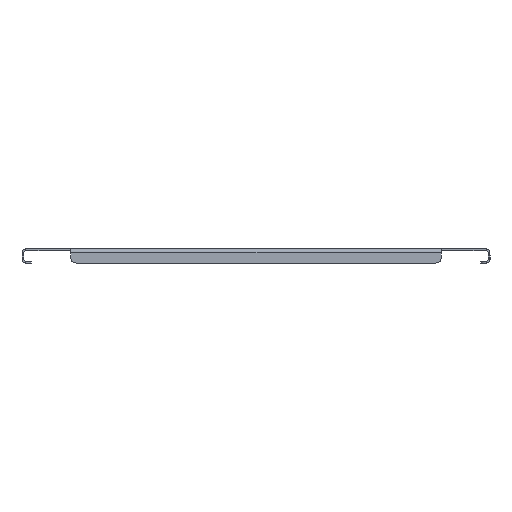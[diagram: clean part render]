
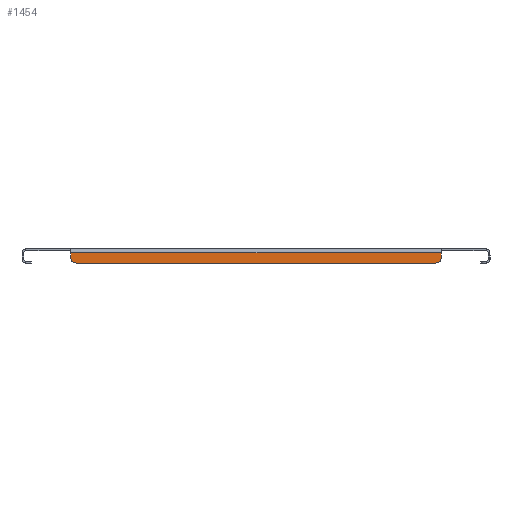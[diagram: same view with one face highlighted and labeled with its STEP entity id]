
A CAD part, left-side view. The second image highlights one B-rep face of the part: STEP entity #1454.
In plain terms, the highlighted planar face has unit normal (-1, 0, 0).
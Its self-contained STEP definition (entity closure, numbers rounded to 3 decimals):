
#156 = EDGE_CURVE ( 'NONE', #571, #1526, #1000, .T. ) ;
#343 = AXIS2_PLACEMENT_3D ( 'NONE', #639, #2721, #2943 ) ;
#407 = DIRECTION ( 'NONE',  ( 1., 0., 0. ) ) ;
#452 = LINE ( 'NONE', #1084, #799 ) ;
#453 = ORIENTED_EDGE ( 'NONE', *, *, #156, .T. ) ;
#468 = LINE ( 'NONE', #1854, #2465 ) ;
#487 = CIRCLE ( 'NONE', #343, 6. ) ;
#503 = VERTEX_POINT ( 'NONE', #1378 ) ;
#550 = LINE ( 'NONE', #1309, #2611 ) ;
#571 = VERTEX_POINT ( 'NONE', #2326 ) ;
#639 = CARTESIAN_POINT ( 'NONE',  ( -349.5, 192., -9. ) ) ;
#760 = CARTESIAN_POINT ( 'NONE',  ( -349.5, 198., -9. ) ) ;
#799 = VECTOR ( 'NONE', #1594, 1000. ) ;
#926 = CARTESIAN_POINT ( 'NONE',  ( -349.5, -192., -9. ) ) ;
#944 = DIRECTION ( 'NONE',  ( 0., 1., 0. ) ) ;
#954 = CARTESIAN_POINT ( 'NONE',  ( -349.5, 198., -15. ) ) ;
#1000 = LINE ( 'NONE', #954, #2052 ) ;
#1084 = CARTESIAN_POINT ( 'NONE',  ( -349.5, -198., -15. ) ) ;
#1162 = EDGE_CURVE ( 'NONE', #2581, #503, #452, .T. ) ;
#1205 = VERTEX_POINT ( 'NONE', #1621 ) ;
#1211 = ORIENTED_EDGE ( 'NONE', *, *, #1623, .T. ) ;
#1236 = EDGE_CURVE ( 'NONE', #1436, #1205, #468, .T. ) ;
#1309 = CARTESIAN_POINT ( 'NONE',  ( -349.5, -250., -4. ) ) ;
#1312 = CARTESIAN_POINT ( 'NONE',  ( -349.5, 0., 0. ) ) ;
#1340 = EDGE_LOOP ( 'NONE', ( #2136, #2470, #2589, #2575, #453, #1211 ) ) ;
#1352 = AXIS2_PLACEMENT_3D ( 'NONE', #1312, #407, #2710 ) ;
#1378 = CARTESIAN_POINT ( 'NONE',  ( -349.5, -198., -4. ) ) ;
#1395 = DIRECTION ( 'NONE',  ( 0., 0., -1. ) ) ;
#1436 = VERTEX_POINT ( 'NONE', #1995 ) ;
#1454 = ADVANCED_FACE ( 'NONE', ( #2480 ), #2042, .F. ) ;
#1526 = VERTEX_POINT ( 'NONE', #760 ) ;
#1594 = DIRECTION ( 'NONE',  ( 0., 0., 1. ) ) ;
#1621 = CARTESIAN_POINT ( 'NONE',  ( -349.5, 192., -15. ) ) ;
#1623 = EDGE_CURVE ( 'NONE', #1526, #1205, #487, .T. ) ;
#1846 = DIRECTION ( 'NONE',  ( -1., 0., 0. ) ) ;
#1854 = CARTESIAN_POINT ( 'NONE',  ( -349.5, -250., -15. ) ) ;
#1872 = CARTESIAN_POINT ( 'NONE',  ( -349.5, -198., -9. ) ) ;
#1929 = DIRECTION ( 'NONE',  ( 0., 0., -1. ) ) ;
#1956 = AXIS2_PLACEMENT_3D ( 'NONE', #926, #1846, #1395 ) ;
#1957 = EDGE_CURVE ( 'NONE', #571, #503, #550, .T. ) ;
#1995 = CARTESIAN_POINT ( 'NONE',  ( -349.5, -192., -15. ) ) ;
#2042 = PLANE ( 'NONE',  #1352 ) ;
#2052 = VECTOR ( 'NONE', #1929, 1000. ) ;
#2136 = ORIENTED_EDGE ( 'NONE', *, *, #1236, .F. ) ;
#2210 = DIRECTION ( 'NONE',  ( 0., -1., 0. ) ) ;
#2326 = CARTESIAN_POINT ( 'NONE',  ( -349.5, 198., -4. ) ) ;
#2465 = VECTOR ( 'NONE', #944, 1000. ) ;
#2470 = ORIENTED_EDGE ( 'NONE', *, *, #2500, .T. ) ;
#2480 = FACE_OUTER_BOUND ( 'NONE', #1340, .T. ) ;
#2500 = EDGE_CURVE ( 'NONE', #1436, #2581, #2925, .T. ) ;
#2575 = ORIENTED_EDGE ( 'NONE', *, *, #1957, .F. ) ;
#2581 = VERTEX_POINT ( 'NONE', #1872 ) ;
#2589 = ORIENTED_EDGE ( 'NONE', *, *, #1162, .T. ) ;
#2611 = VECTOR ( 'NONE', #2210, 1000. ) ;
#2710 = DIRECTION ( 'NONE',  ( 0., 0., -1. ) ) ;
#2721 = DIRECTION ( 'NONE',  ( -1., 0., 0. ) ) ;
#2925 = CIRCLE ( 'NONE', #1956, 6. ) ;
#2943 = DIRECTION ( 'NONE',  ( 0., 0., -1. ) ) ;
